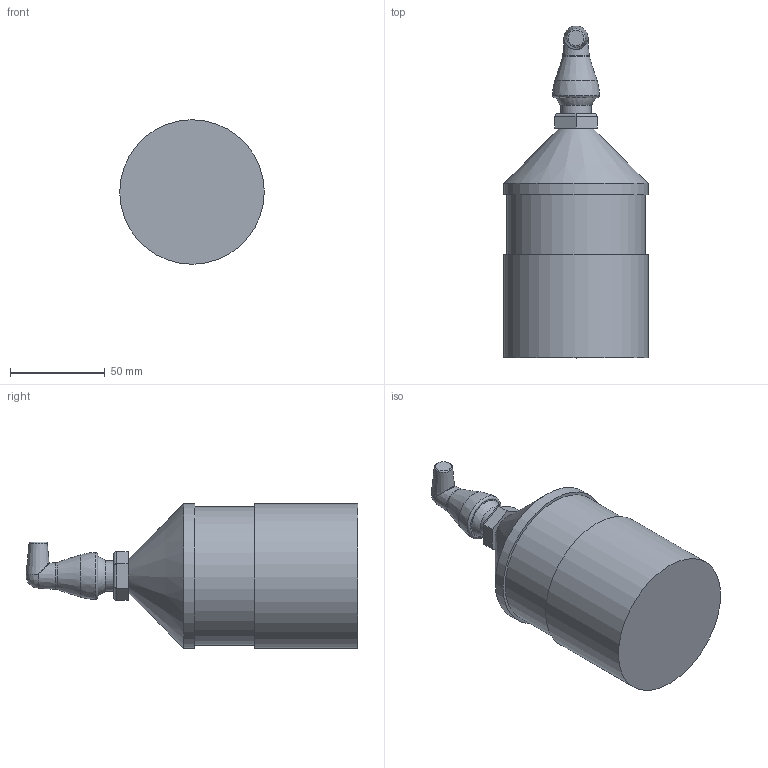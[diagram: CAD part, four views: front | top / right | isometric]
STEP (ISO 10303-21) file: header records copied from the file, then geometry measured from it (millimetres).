
FILE_DESCRIPTION(/* description */ (''),/* implementation_level */ '2;1');
FILE_NAME(/* name */ 'NAR3P010_A.stp',/* time_stamp */ '2018-03-27T13:11:18-04:00',/* author */ ('James'),/* organization */ (''),/* preprocessor_version */ 'ST-DEVELOPER v16.5',/* originating_system */ 'Autodesk Inventor 2017',/* authorisation */ '');
FILE_SCHEMA (('AUTOMOTIVE_DESIGN { 1 0 10303 214 3 1 1 }'));
Length unit declared in the file: inch
Products named in the file (1): NAR3P010_A
Bounding box: 76.19 x 175.01 x 76.19 mm (x, y, z)
Volume: 480018 mm3; surface area: 37181.2 mm2
Topology: 1 solids, 1 shells, 38 faces, 81 edges, 50 vertices
Faces by surface type: plane 15, cylinder 10, bspline 5, cone 4, torus 3, sphere 1
Full cylindrical faces by diameter (mm): 16.256 x1, 72.898 x1, 76.2 x2
Entity records: 1262 total; most frequent: CARTESIAN_POINT 406, DIRECTION 166, ORIENTED_EDGE 134, AXIS2_PLACEMENT_3D 70, EDGE_CURVE 67, EDGE_LOOP 55, VERTEX_POINT 48, STYLED_ITEM 39
